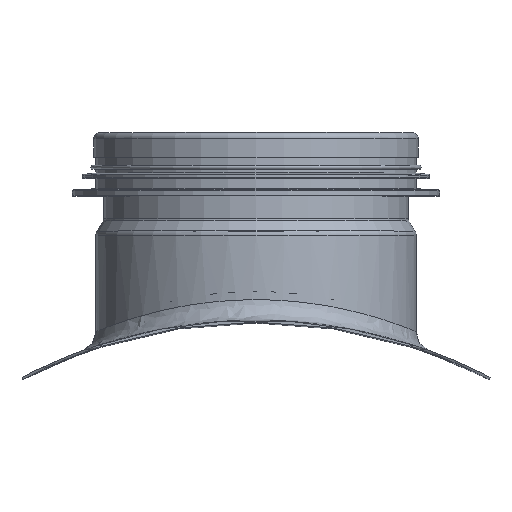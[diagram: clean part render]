
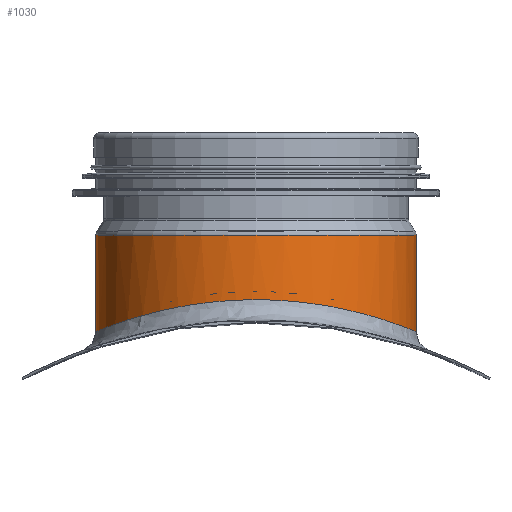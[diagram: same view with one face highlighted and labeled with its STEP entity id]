
A CAD part, top view. The second image highlights one B-rep face of the part: STEP entity #1030.
In plain terms, the highlighted cylindrical face has radius 39.025 mm (diameter 78.05 mm), a full revolution.
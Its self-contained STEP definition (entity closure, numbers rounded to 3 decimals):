
#969=CARTESIAN_POINT('',(0.001,128.95,-39.025));
#970=VERTEX_POINT('',#969);
#978=CARTESIAN_POINT('',(0.001,128.953,-39.028));
#979=CARTESIAN_POINT('',(5.878,128.953,-39.027));
#980=CARTESIAN_POINT('',(17.632,127.857,-36.303));
#981=CARTESIAN_POINT('',(29.957,124.588,-26.409));
#982=CARTESIAN_POINT('',(36.839,122.104,-14.56));
#983=CARTESIAN_POINT('',(39.511,120.997,-2.99));
#984=CARTESIAN_POINT('',(38.608,121.382,8.892));
#985=CARTESIAN_POINT('',(34.26,123.086,19.87));
#986=CARTESIAN_POINT('',(26.951,125.446,29.015));
#987=CARTESIAN_POINT('',(17.274,127.662,35.645));
#988=CARTESIAN_POINT('',(5.959,129.005,39.172));
#989=CARTESIAN_POINT('',(-5.959,129.006,39.17));
#990=CARTESIAN_POINT('',(-15.388,127.884,36.235));
#991=CARTESIAN_POINT('',(-22.111,126.556,32.326));
#992=CARTESIAN_POINT('',(-31.205,124.292,25.091));
#993=CARTESIAN_POINT('',(-38.316,121.499,12.87));
#994=CARTESIAN_POINT('',(-39.508,121.002,-2.997));
#995=CARTESIAN_POINT('',(-36.84,122.1,-14.557));
#996=CARTESIAN_POINT('',(-31.432,124.059,-23.874));
#997=CARTESIAN_POINT('',(-24.564,126.016,-30.735));
#998=CARTESIAN_POINT('',(-14.691,128.131,-36.986));
#999=CARTESIAN_POINT('',(-5.876,128.953,-39.028));
#1000=CARTESIAN_POINT('',(0.001,128.953,-39.028));
#1001=B_SPLINE_CURVE_WITH_KNOTS('',3,(#978,#979,#980,#981,#982,#983,#984,#985,#986,#987,#988,#989,#990,#991,#992,#993,#994,#995,#996,#997,#998,#999,#1000),.UNSPECIFIED.,.T.,.U.,(4,1,1,1,1,1,1,1,1,1,1,1,1,1,1,1,1,1,1,1,4),(13.937,15.928,17.919,19.246,20.574,21.901,23.228,24.556,25.883,27.21,28.538,29.865,30.529,31.192,33.847,35.174,36.502,37.829,38.825,39.82,41.811),.UNSPECIFIED.);
#1002=EDGE_CURVE('',#970,#970,#1001,.T.);
#1011=CARTESIAN_POINT('',(0.,131.2,0.0));
#1012=DIRECTION('',(0.,1.0,0.0));
#1013=DIRECTION('',(-1.0,0.0,0.0));
#1014=AXIS2_PLACEMENT_3D('',#1011,#1012,#1013);
#1015=CYLINDRICAL_SURFACE('',#1014,39.025);
#1016=CARTESIAN_POINT('',(-39.025,144.7,0.0));
#1017=VERTEX_POINT('',#1016);
#1018=CARTESIAN_POINT('',(0.,144.7,0.0));
#1019=DIRECTION('',(0.0,1.0,0.0));
#1020=DIRECTION('',(-1.0,0.0,0.0));
#1021=AXIS2_PLACEMENT_3D('',#1018,#1019,#1020);
#1022=CIRCLE('',#1021,39.025);
#1023=EDGE_CURVE('',#1017,#1017,#1022,.T.);
#1024=ORIENTED_EDGE('',*,*,#1023,.F.);
#1025=EDGE_LOOP('',(#1024));
#1026=FACE_OUTER_BOUND('',#1025,.T.);
#1027=ORIENTED_EDGE('',*,*,#1002,.F.);
#1028=EDGE_LOOP('',(#1027));
#1029=FACE_BOUND('',#1028,.T.);
#1030=ADVANCED_FACE('',(#1026,#1029),#1015,.T.);
